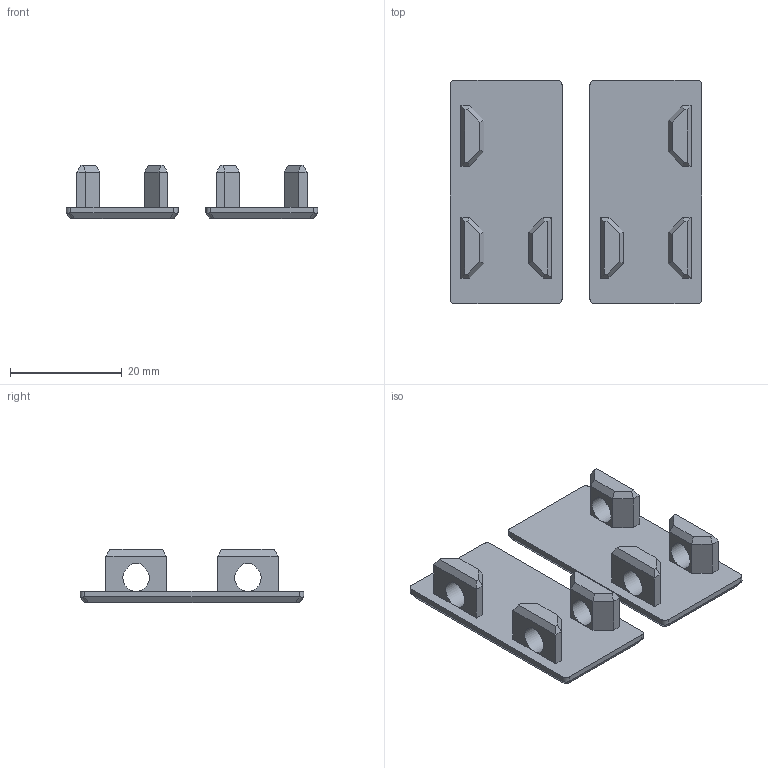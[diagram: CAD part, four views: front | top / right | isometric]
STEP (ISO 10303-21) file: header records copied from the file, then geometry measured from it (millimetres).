
FILE_DESCRIPTION(/* description */ (''),/* implementation_level */ '2;1');
FILE_NAME(/* name */ 'end_caps.step',/* time_stamp */ '2018-02-18T15:05:20+01:00',/* author */ (''),/* organization */ (''),/* preprocessor_version */ 'ST-DEVELOPER v16.13',/* originating_system */ 'Autodesk Translation Framework v6.5.0.72',/* authorisation */ '');
FILE_SCHEMA (('AUTOMOTIVE_DESIGN { 1 0 10303 214 3 1 1 }'));
Length unit declared in the file: millimetre
Products named in the file (1): end_caps
Bounding box: 45 x 40 x 9.5 mm (x, y, z)
Volume: 4032.9 mm3; surface area: 4986.9 mm2
Topology: 2 solids, 2 shells, 172 faces, 426 edges, 268 vertices
Faces by surface type: plane 132, cylinder 26, bspline 14
Full cylindrical faces by diameter (mm): 1.49 x4
Entity records: 6247 total; most frequent: CARTESIAN_POINT 2137, ORIENTED_EDGE 852, DIRECTION 812, EDGE_CURVE 426, LINE 326, VECTOR 326, VERTEX_POINT 268, AXIS2_PLACEMENT_3D 243
